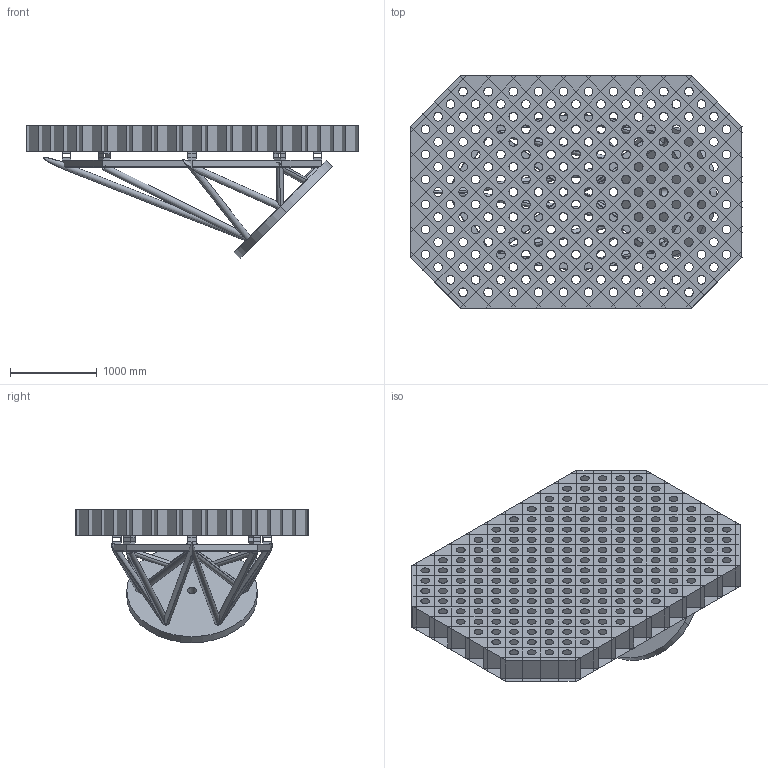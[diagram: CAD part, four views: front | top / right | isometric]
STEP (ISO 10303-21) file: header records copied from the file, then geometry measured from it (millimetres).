
FILE_DESCRIPTION (( 'STEP AP203' ), '1' );
FILE_NAME ('Truss K_SF_2.75_surf_Flex.STEP', '2012-11-07T16:10:34', ( 'maeit' ), ( '' ), 'SwSTEP 2.0', 'SolidWorks 2012', '' );
FILE_SCHEMA (( 'CONFIG_CONTROL_DESIGN' ));
Length unit declared in the file: metre
Products named in the file (8): Truss K_SF_2.75_surf_Flex; Truss Mount Pad_Rigid; Flexure SF Mount A; Tertiary Subframe CFRP Surface; Face Sheet Surface_100 mm holes; 300 Rib Grid Surface; Truss K_Truss K<As Machined>; Mount Pad_Subframe 100
Assembly tree (15 placements, depth 3):
  Truss K_SF_2.75_surf_Flex
    Mount Pad_Subframe 100
    Truss K_Truss K<As Machined>
    Tertiary Subframe CFRP Surface
      300 Rib Grid Surface
      Face Sheet Surface_100 mm holes  x2
    Flexure SF Mount A  x8
    Truss Mount Pad_Rigid
Bounding box: 3820 x 2670 x 1535.22 mm (x, y, z)
Volume: 197684207.9 mm3; surface area: 65786973.2 mm2
Topology: 40 solids, 80 shells, 464 faces, 2042 edges, 1692 vertices
Faces by surface type: plane 276, cylinder 188
Entity records: 18424 total; most frequent: CARTESIAN_POINT 5050, DIRECTION 2444, ORIENTED_EDGE 2348, EDGE_CURVE 1458, VERTEX_POINT 1164, AXIS2_PLACEMENT_3D 897, EDGE_LOOP 655, LINE 650
